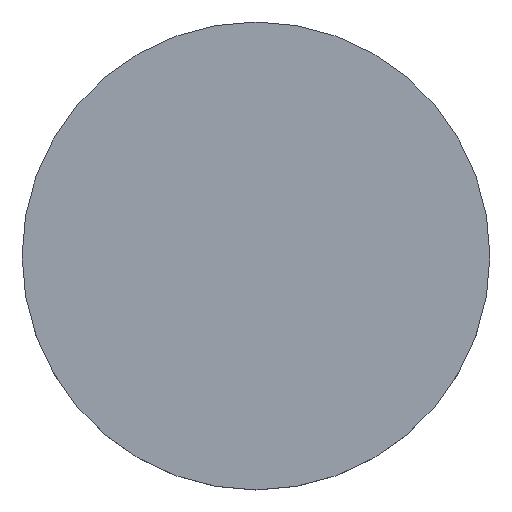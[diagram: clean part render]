
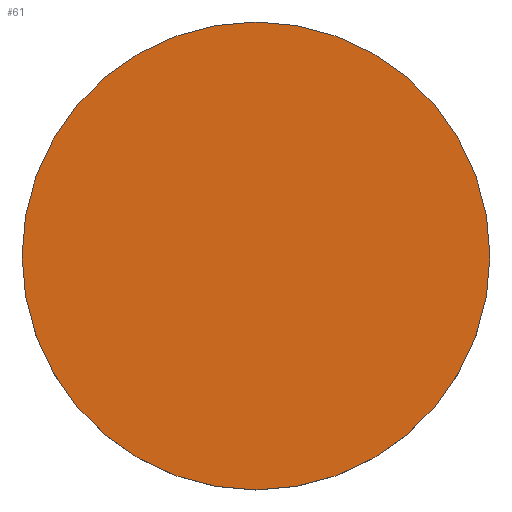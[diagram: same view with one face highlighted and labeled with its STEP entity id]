
A CAD part, top view. The second image highlights one B-rep face of the part: STEP entity #61.
In plain terms, the highlighted planar face has unit normal (0, 0, 1).
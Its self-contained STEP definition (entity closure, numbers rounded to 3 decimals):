
#4 = AXIS2_PLACEMENT_3D ( 'NONE', #139, #40, #10 ) ;
#6 = CARTESIAN_POINT ( 'NONE',  ( 0., 0., 1.6 ) ) ;
#10 = DIRECTION ( 'NONE',  ( 1., 0., 0. ) ) ;
#11 = CIRCLE ( 'NONE', #4, 6.25 ) ;
#17 = DIRECTION ( 'NONE',  ( 1., 0., 0. ) ) ;
#18 = ORIENTED_EDGE ( 'NONE', *, *, #81, .T. ) ;
#24 = AXIS2_PLACEMENT_3D ( 'NONE', #6, #150, #122 ) ;
#28 = EDGE_CURVE ( 'NONE', #145, #35, #168, .T. ) ;
#32 = AXIS2_PLACEMENT_3D ( 'NONE', #97, #171, #17 ) ;
#35 = VERTEX_POINT ( 'NONE', #99 ) ;
#40 = DIRECTION ( 'NONE',  ( 0., 0., 1. ) ) ;
#61 = ADVANCED_FACE ( 'NONE', ( #143 ), #137, .T. ) ;
#71 = CARTESIAN_POINT ( 'NONE',  ( -6.25, 0., 1.6 ) ) ;
#81 = EDGE_CURVE ( 'NONE', #35, #145, #11, .T. ) ;
#90 = ORIENTED_EDGE ( 'NONE', *, *, #28, .T. ) ;
#97 = CARTESIAN_POINT ( 'NONE',  ( 0., 0., 1.6 ) ) ;
#99 = CARTESIAN_POINT ( 'NONE',  ( 6.25, 0., 1.6 ) ) ;
#105 = EDGE_LOOP ( 'NONE', ( #90, #18 ) ) ;
#122 = DIRECTION ( 'NONE',  ( 1., 0., 0. ) ) ;
#137 = PLANE ( 'NONE',  #24 ) ;
#139 = CARTESIAN_POINT ( 'NONE',  ( 0., 0., 1.6 ) ) ;
#143 = FACE_OUTER_BOUND ( 'NONE', #105, .T. ) ;
#145 = VERTEX_POINT ( 'NONE', #71 ) ;
#150 = DIRECTION ( 'NONE',  ( 0., 0., 1. ) ) ;
#168 = CIRCLE ( 'NONE', #32, 6.25 ) ;
#171 = DIRECTION ( 'NONE',  ( 0., 0., 1. ) ) ;
